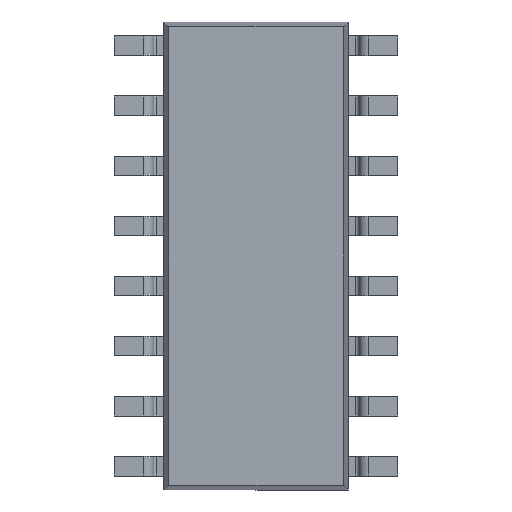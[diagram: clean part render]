
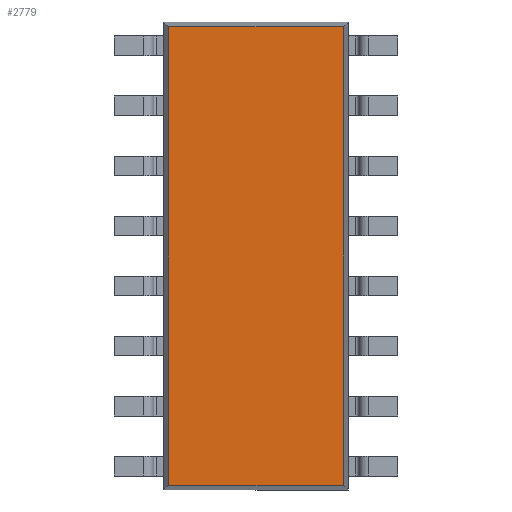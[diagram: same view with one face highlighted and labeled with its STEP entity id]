
A CAD part, front view. The second image highlights one B-rep face of the part: STEP entity #2779.
In plain terms, the highlighted planar face has unit normal (0, -1, 0).
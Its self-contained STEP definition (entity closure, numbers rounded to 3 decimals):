
#72 = CARTESIAN_POINT ( 'NONE',  ( -1.85, 0.175, 4.95 ) ) ;
#422 = VERTEX_POINT ( 'NONE', #642 ) ;
#426 = EDGE_LOOP ( 'NONE', ( #6715, #4496, #2722, #4861 ) ) ;
#642 = CARTESIAN_POINT ( 'NONE',  ( 1.85, 0.175, 4.85 ) ) ;
#987 = EDGE_CURVE ( 'NONE', #2361, #6953, #1827, .T. ) ;
#1543 = DIRECTION ( 'NONE',  ( -1., 0., 0. ) ) ;
#1802 = VECTOR ( 'NONE', #6429, 1000. ) ;
#1827 = LINE ( 'NONE', #72, #6631 ) ;
#1875 = CARTESIAN_POINT ( 'NONE',  ( 1.85, 0.175, -4.95 ) ) ;
#1975 = LINE ( 'NONE', #1875, #1802 ) ;
#2014 = DIRECTION ( 'NONE',  ( 1., 0., 0. ) ) ;
#2207 = EDGE_CURVE ( 'NONE', #2536, #422, #1975, .T. ) ;
#2268 = CARTESIAN_POINT ( 'NONE',  ( -1.85, 0.175, -4.85 ) ) ;
#2318 = DIRECTION ( 'NONE',  ( 0., 0., -1. ) ) ;
#2361 = VERTEX_POINT ( 'NONE', #3128 ) ;
#2536 = VERTEX_POINT ( 'NONE', #6506 ) ;
#2722 = ORIENTED_EDGE ( 'NONE', *, *, #7382, .T. ) ;
#2779 = ADVANCED_FACE ( 'NONE', ( #4650 ), #3464, .T. ) ;
#3085 = VECTOR ( 'NONE', #1543, 1000. ) ;
#3128 = CARTESIAN_POINT ( 'NONE',  ( -1.85, 0.175, 4.85 ) ) ;
#3464 = PLANE ( 'NONE',  #5097 ) ;
#3731 = CARTESIAN_POINT ( 'NONE',  ( -1.95, 0.175, -4.85 ) ) ;
#3735 = VECTOR ( 'NONE', #2014, 1000. ) ;
#4424 = LINE ( 'NONE', #7213, #3085 ) ;
#4496 = ORIENTED_EDGE ( 'NONE', *, *, #2207, .T. ) ;
#4650 = FACE_OUTER_BOUND ( 'NONE', #426, .T. ) ;
#4861 = ORIENTED_EDGE ( 'NONE', *, *, #987, .T. ) ;
#5097 = AXIS2_PLACEMENT_3D ( 'NONE', #7386, #6268, #5632 ) ;
#5547 = EDGE_CURVE ( 'NONE', #6953, #2536, #5702, .T. ) ;
#5632 = DIRECTION ( 'NONE',  ( 0., 0., -1. ) ) ;
#5702 = LINE ( 'NONE', #3731, #3735 ) ;
#6268 = DIRECTION ( 'NONE',  ( 0., -1., 0. ) ) ;
#6429 = DIRECTION ( 'NONE',  ( 0., 0., 1. ) ) ;
#6506 = CARTESIAN_POINT ( 'NONE',  ( 1.85, 0.175, -4.85 ) ) ;
#6631 = VECTOR ( 'NONE', #2318, 1000. ) ;
#6715 = ORIENTED_EDGE ( 'NONE', *, *, #5547, .T. ) ;
#6953 = VERTEX_POINT ( 'NONE', #2268 ) ;
#7213 = CARTESIAN_POINT ( 'NONE',  ( 1.95, 0.175, 4.85 ) ) ;
#7382 = EDGE_CURVE ( 'NONE', #422, #2361, #4424, .T. ) ;
#7386 = CARTESIAN_POINT ( 'NONE',  ( 0., 0.175, 0. ) ) ;
